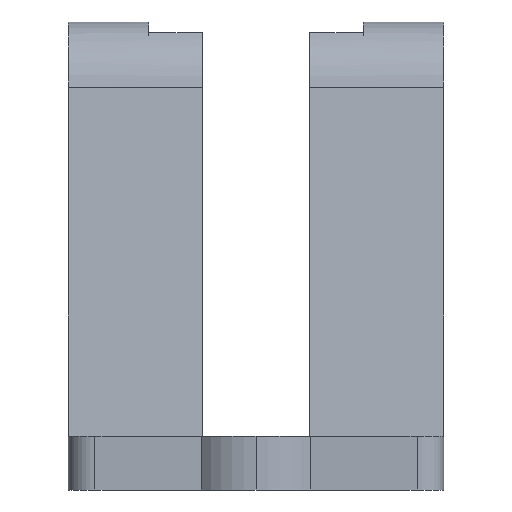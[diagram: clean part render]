
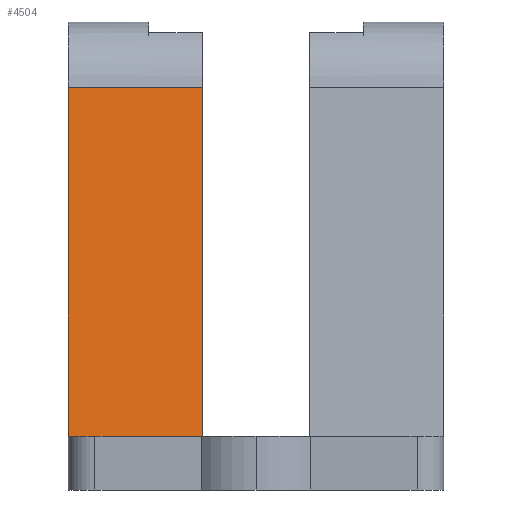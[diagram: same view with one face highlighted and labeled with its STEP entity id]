
A CAD part, left-side view. The second image highlights one B-rep face of the part: STEP entity #4504.
In plain terms, the highlighted planar face has unit normal (-0.992, 0, 0.129).
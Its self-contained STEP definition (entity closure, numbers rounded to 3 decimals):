
#87 = DIRECTION ( 'NONE',  ( 0., -1., 0. ) ) ;
#165 = CARTESIAN_POINT ( 'NONE',  ( -15.449, 24., 30.003 ) ) ;
#270 = VERTEX_POINT ( 'NONE', #165 ) ;
#511 = AXIS2_PLACEMENT_3D ( 'NONE', #2922, #4822, #3226 ) ;
#553 = VECTOR ( 'NONE', #87, 1000. ) ;
#579 = EDGE_LOOP ( 'NONE', ( #1917, #4547, #4360, #3296 ) ) ;
#747 = EDGE_CURVE ( 'NONE', #3531, #270, #2638, .T. ) ;
#896 = CARTESIAN_POINT ( 'NONE',  ( -15.449, 14., 30.003 ) ) ;
#1077 = DIRECTION ( 'NONE',  ( 0., -1., 0. ) ) ;
#1647 = VECTOR ( 'NONE', #3290, 1000. ) ;
#1917 = ORIENTED_EDGE ( 'NONE', *, *, #3862, .F. ) ;
#2160 = CARTESIAN_POINT ( 'NONE',  ( -15.449, 89.148, 30.003 ) ) ;
#2480 = LINE ( 'NONE', #3962, #4265 ) ;
#2554 = PLANE ( 'NONE',  #511 ) ;
#2622 = VERTEX_POINT ( 'NONE', #4165 ) ;
#2638 = LINE ( 'NONE', #2919, #1647 ) ;
#2641 = LINE ( 'NONE', #3343, #553 ) ;
#2919 = CARTESIAN_POINT ( 'NONE',  ( -19.03, 24., 2.476 ) ) ;
#2922 = CARTESIAN_POINT ( 'NONE',  ( -19.03, 89.148, 2.476 ) ) ;
#3220 = DIRECTION ( 'NONE',  ( -0.129, 0., -0.992 ) ) ;
#3223 = EDGE_CURVE ( 'NONE', #270, #3596, #4440, .T. ) ;
#3226 = DIRECTION ( 'NONE',  ( -0.129, 0., -0.992 ) ) ;
#3290 = DIRECTION ( 'NONE',  ( 0.129, 0., 0.992 ) ) ;
#3296 = ORIENTED_EDGE ( 'NONE', *, *, #4675, .T. ) ;
#3334 = CARTESIAN_POINT ( 'NONE',  ( -18.832, 24., 4. ) ) ;
#3343 = CARTESIAN_POINT ( 'NONE',  ( -18.832, 89.148, 4. ) ) ;
#3531 = VERTEX_POINT ( 'NONE', #3334 ) ;
#3596 = VERTEX_POINT ( 'NONE', #896 ) ;
#3639 = FACE_OUTER_BOUND ( 'NONE', #579, .T. ) ;
#3862 = EDGE_CURVE ( 'NONE', #3596, #2622, #2480, .T. ) ;
#3962 = CARTESIAN_POINT ( 'NONE',  ( -19.03, 14., 2.476 ) ) ;
#4165 = CARTESIAN_POINT ( 'NONE',  ( -18.832, 14., 4. ) ) ;
#4175 = VECTOR ( 'NONE', #1077, 1000. ) ;
#4265 = VECTOR ( 'NONE', #3220, 1000. ) ;
#4360 = ORIENTED_EDGE ( 'NONE', *, *, #747, .F. ) ;
#4440 = LINE ( 'NONE', #2160, #4175 ) ;
#4504 = ADVANCED_FACE ( 'NONE', ( #3639 ), #2554, .F. ) ;
#4547 = ORIENTED_EDGE ( 'NONE', *, *, #3223, .F. ) ;
#4675 = EDGE_CURVE ( 'NONE', #3531, #2622, #2641, .T. ) ;
#4822 = DIRECTION ( 'NONE',  ( 0.992, 0., -0.129 ) ) ;
